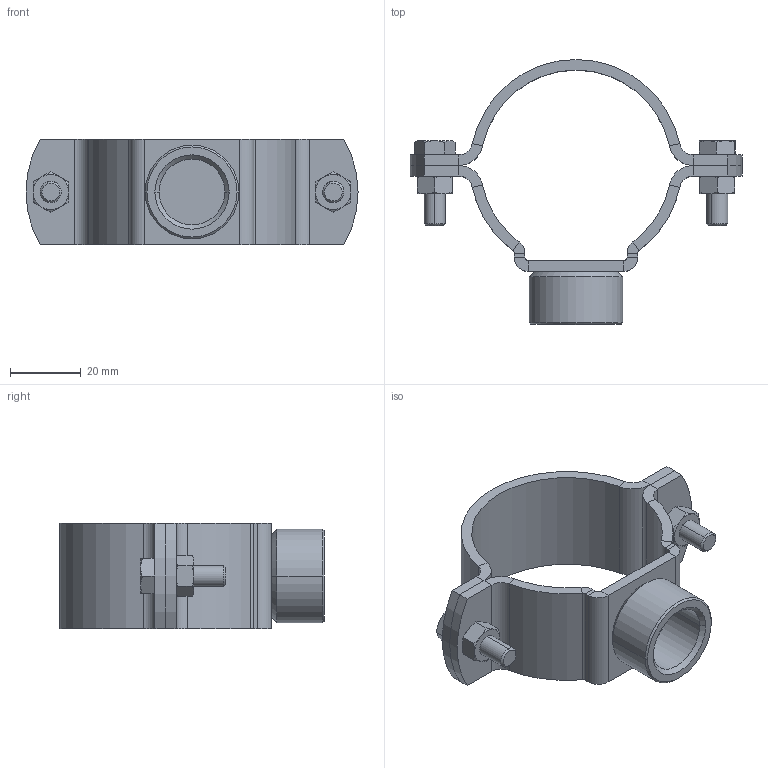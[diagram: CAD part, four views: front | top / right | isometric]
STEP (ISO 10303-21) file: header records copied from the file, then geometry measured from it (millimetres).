
FILE_DESCRIPTION (( 'STEP AP203' ), '1' );
FILE_NAME ('51.801.STEP', '2019-11-21T15:41:44', ( '' ), ( '' ), 'SwSTEP 2.0', 'SolidWorks 2019', '' );
FILE_SCHEMA (( 'CONFIG_CONTROL_DESIGN' ));
Length unit declared in the file: millimetre
Products named in the file (7): 51.801; 1000003276_02 - Gr. 54 - H-17101.002; 1000003262; 1000003282_02 - Gr.54 - H-17102.602; 1000003275_02 - Gr. 54 - H-17100.002; 1000003483; 1000003485
Assembly tree (8 placements, depth 3):
  51.801
    1000003282_02 - Gr.54 - H-17102.602
      1000003276_02 - Gr. 54 - H-17101.002
      1000003262
    1000003275_02 - Gr. 54 - H-17100.002
    1000003483  x2
    1000003485  x2
Bounding box: 94 x 75 x 30 mm (x, y, z)
Volume: 27645.7 mm3; surface area: 20736.8 mm2
Topology: 7 solids, 7 shells, 210 faces, 440 edges, 246 vertices
Faces by surface type: plane 98, cone 62, cylinder 50
Entity records: 4918 total; most frequent: CARTESIAN_POINT 827, DIRECTION 745, ORIENTED_EDGE 644, EDGE_CURVE 322, AXIS2_PLACEMENT_3D 293, VERTEX_POINT 179, EDGE_LOOP 167, LINE 159
